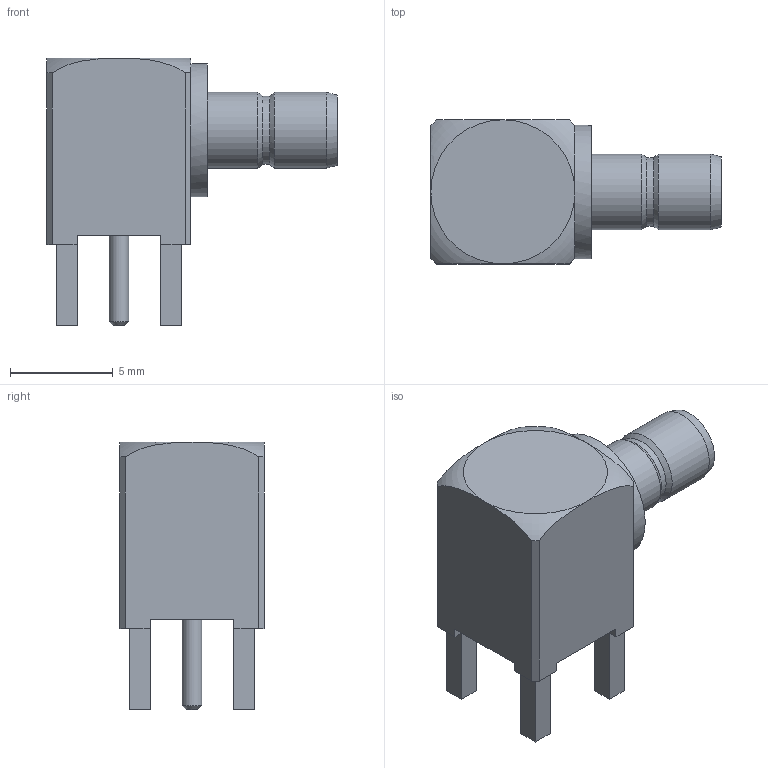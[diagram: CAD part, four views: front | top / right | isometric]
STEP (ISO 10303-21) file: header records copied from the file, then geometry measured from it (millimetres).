
FILE_DESCRIPTION(/* description */ ('Unknown'),/* implementation_level */ '2;1');
FILE_NAME(/* name */ '61611002121501',/* time_stamp */ '2020-01-17T11:11:59+01:00',/* author */ ('Unknown'),/* organization */ ('Unknown'),/* preprocessor_version */ 'ST-DEVELOPER v16.7',/* originating_system */ 'DEX',/* authorisation */ $);
FILE_SCHEMA (('AUTOMOTIVE_DESIGN {1 0 10303 214 3 1 1}'));
Length unit declared in the file: millimetre
Products named in the file (1): 61611002121501
Bounding box: 14.1 x 7 x 13 mm (x, y, z)
Volume: 1043 mm3; surface area: 1061.9 mm2
Topology: 2 solids, 2 shells, 126 faces, 308 edges, 198 vertices
Faces by surface type: plane 88, cylinder 18, cone 12, torus 8
Full cylindrical faces by diameter (mm): 0.5 x2, 0.96 x2, 2.12 x2, 2.9 x2, 3 x2, 3.32 x2, 3.68 x4, 6.48 x2
Entity records: 4341 total; most frequent: CARTESIAN_POINT 667, DIRECTION 554, ORIENTED_EDGE 532, EDGE_CURVE 266, VERTEX_POINT 186, AXIS2_PLACEMENT_3D 185, LINE 184, VECTOR 184
